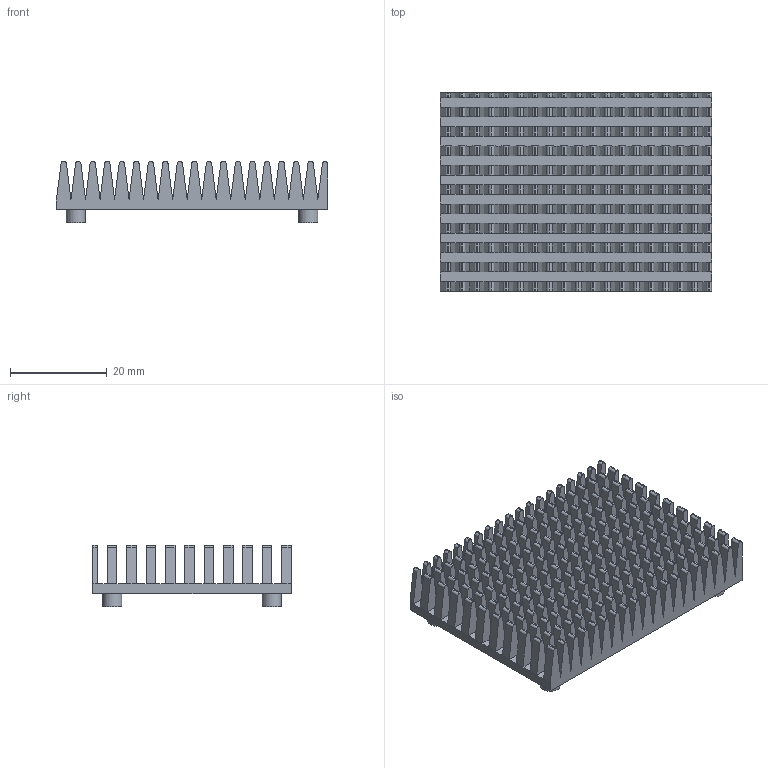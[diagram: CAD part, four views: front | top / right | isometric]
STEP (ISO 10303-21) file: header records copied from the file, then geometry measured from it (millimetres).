
FILE_DESCRIPTION(/* description */ (''),/* implementation_level */ '2;1');
FILE_NAME(/* name */ 'dbb243bc-15e9-4e7d-a316-ece1260f5a5e.stp',/* time_stamp */ '2025-06-24T10:50:43Z',/* author */ (''),/* organization */ (''),/* preprocessor_version */ 'ST-DEVELOPER v20.1',/* originating_system */ 'Autodesk Translation Framework v14.10.0.0',/* authorisation */ '');
FILE_SCHEMA (('AUTOMOTIVE_DESIGN { 1 0 10303 214 3 1 1 }'));
Length unit declared in the file: millimetre
Products named in the file (1): CM5Heatsink
Bounding box: 56 x 41 x 12.7 mm (x, y, z)
Volume: 10954.9 mm3; surface area: 17284.2 mm2
Topology: 1 solids, 1 shells, 1445 faces, 3573 edges, 2134 vertices
Faces by surface type: plane 1015, cylinder 426, cone 4
Full cylindrical faces by diameter (mm): 2.075 x4, 4 x4
Entity records: 41720 total; most frequent: DIRECTION 7313, CARTESIAN_POINT 7149, ORIENTED_EDGE 7138, EDGE_CURVE 3569, LINE 2717, VECTOR 2717, AXIS2_PLACEMENT_3D 2298, VERTEX_POINT 2134
